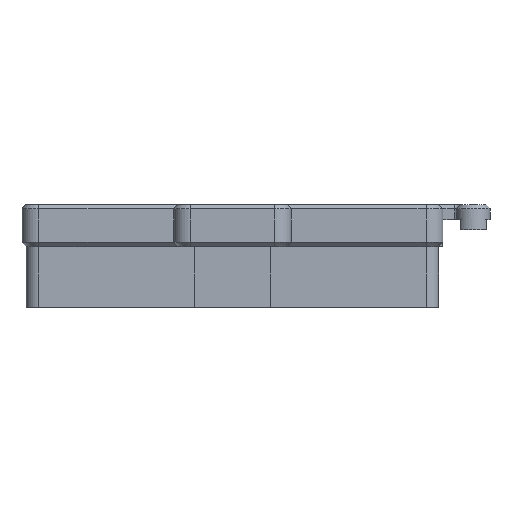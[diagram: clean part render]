
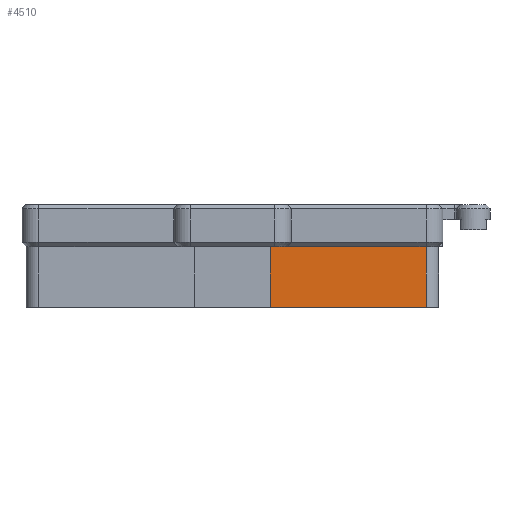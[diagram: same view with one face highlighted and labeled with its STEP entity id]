
A CAD part, left-side view. The second image highlights one B-rep face of the part: STEP entity #4510.
In plain terms, the highlighted planar face has unit normal (-1, 0, 0).
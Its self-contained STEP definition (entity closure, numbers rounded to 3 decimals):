
#298=PLANE('',#4852);
#464=FACE_OUTER_BOUND('',#715,.T.);
#715=EDGE_LOOP('',(#3518,#3519,#3520,#3521));
#1156=LINE('',#7095,#1635);
#1158=LINE('',#7099,#1637);
#1159=LINE('',#7101,#1638);
#1160=LINE('',#7102,#1639);
#1635=VECTOR('',#5633,10.);
#1637=VECTOR('',#5637,10.);
#1638=VECTOR('',#5638,10.);
#1639=VECTOR('',#5639,10.);
#2298=VERTEX_POINT('',#7092);
#2299=VERTEX_POINT('',#7094);
#2300=VERTEX_POINT('',#7098);
#2301=VERTEX_POINT('',#7100);
#2768=EDGE_CURVE('',#2299,#2298,#1156,.T.);
#2770=EDGE_CURVE('',#2300,#2298,#1158,.T.);
#2771=EDGE_CURVE('',#2301,#2300,#1159,.T.);
#2772=EDGE_CURVE('',#2299,#2301,#1160,.T.);
#3518=ORIENTED_EDGE('',*,*,#2770,.F.);
#3519=ORIENTED_EDGE('',*,*,#2771,.F.);
#3520=ORIENTED_EDGE('',*,*,#2772,.F.);
#3521=ORIENTED_EDGE('',*,*,#2768,.T.);
#4510=ADVANCED_FACE('',(#464),#298,.T.);
#4852=AXIS2_PLACEMENT_3D('',#7097,#5635,#5636);
#5633=DIRECTION('',(0.,0.,-1.));
#5635=DIRECTION('center_axis',(-1.,0.,0.));
#5636=DIRECTION('ref_axis',(0.,1.,0.));
#5637=DIRECTION('',(0.,1.,0.));
#5638=DIRECTION('',(0.,0.,-1.));
#5639=DIRECTION('',(0.,-1.,0.));
#7092=CARTESIAN_POINT('',(-24.5,-4.5,-7.218));
#7094=CARTESIAN_POINT('',(-24.5,-4.5,0.));
#7095=CARTESIAN_POINT('',(-24.5,-4.5,0.));
#7097=CARTESIAN_POINT('Origin',(-24.5,-23.,0.));
#7098=CARTESIAN_POINT('',(-24.5,-23.,-7.218));
#7099=CARTESIAN_POINT('',(-24.5,-11.5,-7.218));
#7100=CARTESIAN_POINT('',(-24.5,-23.,0.));
#7101=CARTESIAN_POINT('',(-24.5,-23.,0.));
#7102=CARTESIAN_POINT('',(-24.5,-6.25,0.));
